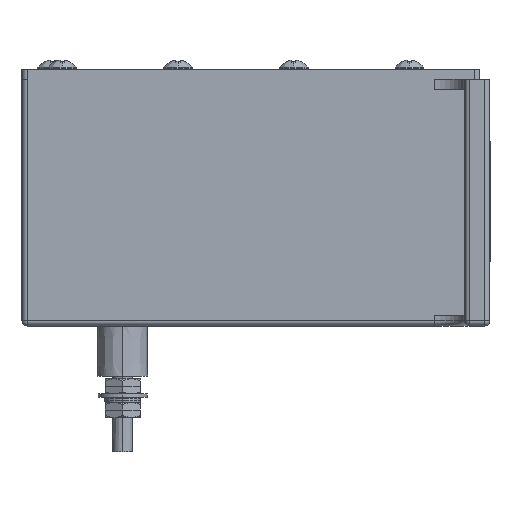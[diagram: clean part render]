
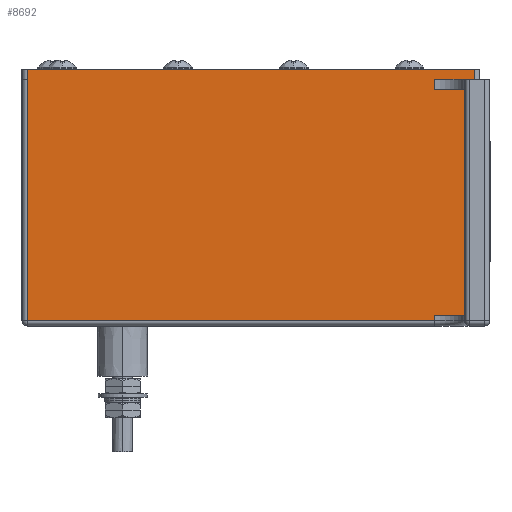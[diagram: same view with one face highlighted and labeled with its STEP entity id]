
A CAD part, left-side view. The second image highlights one B-rep face of the part: STEP entity #8692.
In plain terms, the highlighted planar face has unit normal (-1, 0, 0).
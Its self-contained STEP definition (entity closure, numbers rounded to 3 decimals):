
#224 = EDGE_CURVE ( 'NONE', #24106, #26574, #18457, .T. ) ;
#569 = DIRECTION ( 'NONE',  ( 0., 0., 1. ) ) ;
#656 = ORIENTED_EDGE ( 'NONE', *, *, #9753, .T. ) ;
#1336 = ORIENTED_EDGE ( 'NONE', *, *, #19760, .T. ) ;
#1576 = ORIENTED_EDGE ( 'NONE', *, *, #7486, .T. ) ;
#1713 = CARTESIAN_POINT ( 'NONE',  ( -43.55, 13., -22. ) ) ;
#1770 = VECTOR ( 'NONE', #5985, 1000. ) ;
#1794 = DIRECTION ( 'NONE',  ( 0., 0., 1. ) ) ;
#2323 = AXIS2_PLACEMENT_3D ( 'NONE', #2876, #9651, #14928 ) ;
#2513 = DIRECTION ( 'NONE',  ( 0., -1., 0. ) ) ;
#2535 = CARTESIAN_POINT ( 'NONE',  ( -43.55, -68., 26. ) ) ;
#2876 = CARTESIAN_POINT ( 'NONE',  ( -43.55, -77., 26. ) ) ;
#2914 = CARTESIAN_POINT ( 'NONE',  ( -43.55, -68., 26. ) ) ;
#3035 = VECTOR ( 'NONE', #20922, 1000. ) ;
#3060 = VECTOR ( 'NONE', #23952, 1000. ) ;
#3154 = ORIENTED_EDGE ( 'NONE', *, *, #17068, .T. ) ;
#3277 = CARTESIAN_POINT ( 'NONE',  ( -43.55, 13., 26. ) ) ;
#3435 = VECTOR ( 'NONE', #3476, 1000. ) ;
#3476 = DIRECTION ( 'NONE',  ( 0., 0., -1. ) ) ;
#3741 = ORIENTED_EDGE ( 'NONE', *, *, #29510, .T. ) ;
#3875 = VERTEX_POINT ( 'NONE', #11725 ) ;
#4016 = CARTESIAN_POINT ( 'NONE',  ( -43.55, -68., -21. ) ) ;
#4599 = EDGE_CURVE ( 'NONE', #10815, #3875, #9262, .T. ) ;
#4748 = VERTEX_POINT ( 'NONE', #6970 ) ;
#4807 = VECTOR ( 'NONE', #15354, 1000. ) ;
#5511 = CARTESIAN_POINT ( 'NONE',  ( -43.55, -77., 28. ) ) ;
#5985 = DIRECTION ( 'NONE',  ( 0., -1., 0. ) ) ;
#6261 = CARTESIAN_POINT ( 'NONE',  ( -43.55, -77., -22. ) ) ;
#6960 = FACE_OUTER_BOUND ( 'NONE', #8838, .T. ) ;
#6970 = CARTESIAN_POINT ( 'NONE',  ( -43.55, -68., -21. ) ) ;
#7276 = CARTESIAN_POINT ( 'NONE',  ( -43.55, -68., -22. ) ) ;
#7474 = EDGE_CURVE ( 'NONE', #3875, #26149, #13065, .T. ) ;
#7486 = EDGE_CURVE ( 'NONE', #24106, #16031, #8024, .T. ) ;
#7916 = ORIENTED_EDGE ( 'NONE', *, *, #4599, .F. ) ;
#8024 = LINE ( 'NONE', #17115, #3060 ) ;
#8175 = EDGE_CURVE ( 'NONE', #22491, #21328, #18006, .T. ) ;
#8692 = ADVANCED_FACE ( 'NONE', ( #6960 ), #16630, .F. ) ;
#8838 = EDGE_LOOP ( 'NONE', ( #21118, #3741, #23224, #1576, #1336, #3154, #656, #17801, #10103, #7916, #23169 ) ) ;
#9262 = LINE ( 'NONE', #26727, #1770 ) ;
#9651 = DIRECTION ( 'NONE',  ( 1., 0., 0. ) ) ;
#9753 = EDGE_CURVE ( 'NONE', #25291, #4748, #16545, .T. ) ;
#9819 = DIRECTION ( 'NONE',  ( 0., 0., -1. ) ) ;
#10103 = ORIENTED_EDGE ( 'NONE', *, *, #7474, .F. ) ;
#10471 = VECTOR ( 'NONE', #569, 1000. ) ;
#10520 = VECTOR ( 'NONE', #14367, 1000. ) ;
#10815 = VERTEX_POINT ( 'NONE', #29505 ) ;
#11725 = CARTESIAN_POINT ( 'NONE',  ( -43.55, -74., 24. ) ) ;
#12533 = CARTESIAN_POINT ( 'NONE',  ( -43.55, -74., -21. ) ) ;
#12658 = VECTOR ( 'NONE', #9819, 1000. ) ;
#13065 = LINE ( 'NONE', #12533, #3435 ) ;
#13351 = LINE ( 'NONE', #6261, #4807 ) ;
#14367 = DIRECTION ( 'NONE',  ( 0., -1., 0. ) ) ;
#14928 = DIRECTION ( 'NONE',  ( 0., 0., -1. ) ) ;
#15320 = VERTEX_POINT ( 'NONE', #1713 ) ;
#15354 = DIRECTION ( 'NONE',  ( 0., -1., 0. ) ) ;
#15394 = CARTESIAN_POINT ( 'NONE',  ( -43.55, -76., 26. ) ) ;
#15397 = DIRECTION ( 'NONE',  ( 0., -1., 0. ) ) ;
#15933 = CARTESIAN_POINT ( 'NONE',  ( -43.55, 13., 28. ) ) ;
#16031 = VERTEX_POINT ( 'NONE', #3277 ) ;
#16156 = LINE ( 'NONE', #4016, #29314 ) ;
#16472 = CARTESIAN_POINT ( 'NONE',  ( -43.55, -77., 26. ) ) ;
#16545 = LINE ( 'NONE', #2535, #10471 ) ;
#16591 = LINE ( 'NONE', #2914, #3035 ) ;
#16630 = PLANE ( 'NONE',  #2323 ) ;
#17068 = EDGE_CURVE ( 'NONE', #15320, #25291, #13351, .T. ) ;
#17115 = CARTESIAN_POINT ( 'NONE',  ( -43.55, 13., 26. ) ) ;
#17801 = ORIENTED_EDGE ( 'NONE', *, *, #17920, .T. ) ;
#17920 = EDGE_CURVE ( 'NONE', #4748, #26149, #16156, .T. ) ;
#18006 = LINE ( 'NONE', #16472, #10520 ) ;
#18457 = LINE ( 'NONE', #5511, #21999 ) ;
#19081 = CARTESIAN_POINT ( 'NONE',  ( -43.55, -74., -21. ) ) ;
#19760 = EDGE_CURVE ( 'NONE', #16031, #15320, #28329, .T. ) ;
#20225 = EDGE_CURVE ( 'NONE', #10815, #22491, #16591, .T. ) ;
#20922 = DIRECTION ( 'NONE',  ( 0., 0., 1. ) ) ;
#21118 = ORIENTED_EDGE ( 'NONE', *, *, #8175, .T. ) ;
#21119 = CARTESIAN_POINT ( 'NONE',  ( -43.55, -76., 28. ) ) ;
#21328 = VERTEX_POINT ( 'NONE', #15394 ) ;
#21999 = VECTOR ( 'NONE', #2513, 1000. ) ;
#22290 = CARTESIAN_POINT ( 'NONE',  ( -43.55, -76., 26. ) ) ;
#22491 = VERTEX_POINT ( 'NONE', #23961 ) ;
#23169 = ORIENTED_EDGE ( 'NONE', *, *, #20225, .T. ) ;
#23224 = ORIENTED_EDGE ( 'NONE', *, *, #224, .F. ) ;
#23452 = CARTESIAN_POINT ( 'NONE',  ( -43.55, 13., -23. ) ) ;
#23759 = VECTOR ( 'NONE', #1794, 1000. ) ;
#23952 = DIRECTION ( 'NONE',  ( 0., 0., -1. ) ) ;
#23961 = CARTESIAN_POINT ( 'NONE',  ( -43.55, -68., 26. ) ) ;
#24106 = VERTEX_POINT ( 'NONE', #15933 ) ;
#25291 = VERTEX_POINT ( 'NONE', #7276 ) ;
#26149 = VERTEX_POINT ( 'NONE', #19081 ) ;
#26574 = VERTEX_POINT ( 'NONE', #21119 ) ;
#26727 = CARTESIAN_POINT ( 'NONE',  ( -43.55, -68., 24. ) ) ;
#28329 = LINE ( 'NONE', #23452, #12658 ) ;
#28739 = LINE ( 'NONE', #22290, #23759 ) ;
#29314 = VECTOR ( 'NONE', #15397, 1000. ) ;
#29505 = CARTESIAN_POINT ( 'NONE',  ( -43.55, -68., 24. ) ) ;
#29510 = EDGE_CURVE ( 'NONE', #21328, #26574, #28739, .T. ) ;
